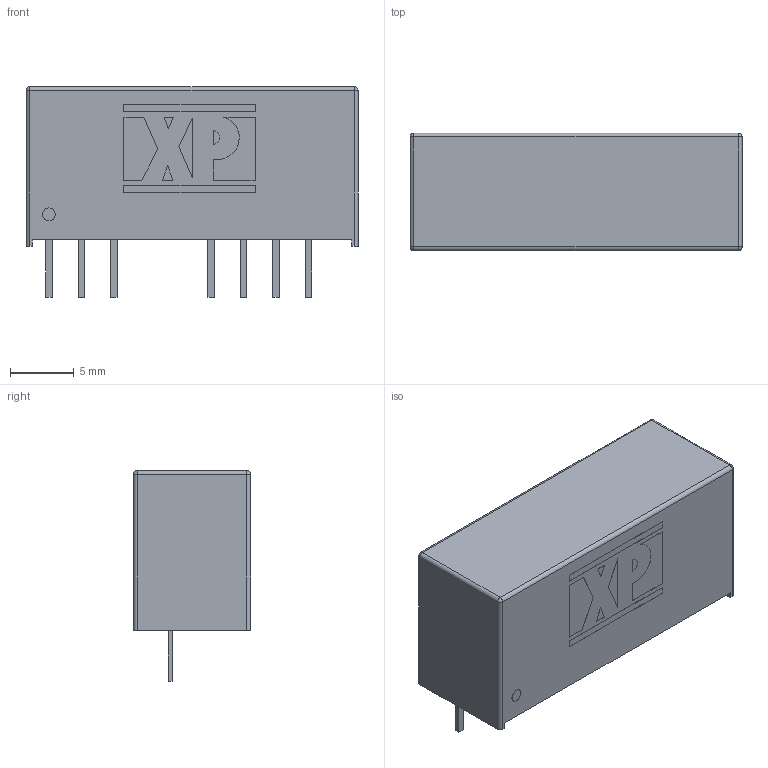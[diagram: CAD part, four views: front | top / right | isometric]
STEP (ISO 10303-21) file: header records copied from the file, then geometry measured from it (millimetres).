
FILE_DESCRIPTION (( 'STEP AP214' ), '1' );
FILE_NAME ('User Library-IM2412.STEP', '2017-08-16T10:26:29', ( 'Windows User' ), ( '' ), 'SwSTEP 2.0', 'SolidWorks 2017', '' );
FILE_SCHEMA (( 'AUTOMOTIVE_DESIGN' ));
Length unit declared in the file: millimetre
Products named in the file (12): User Library-IM2412_IM2412006; User Library-IM2412_IM2412005; User Library-IM2412; User Library-IM2412_Fillet; User Library-IM2412_IM2412; User Library-IM2412_IM2412001; User Library-IM2412_IM2412008; User Library-IM2412_IM2412010; User Library-IM2412_IM2412007; User Library-IM2412_IM2412003; User Library-IM2412_IM2412002; User Library-IM2412_IM2412004
Assembly tree (11 placements, depth 2):
  User Library-IM2412
    User Library-IM2412_IM2412005
    User Library-IM2412_IM2412006
    User Library-IM2412_IM2412004
    User Library-IM2412_IM2412002
    User Library-IM2412_IM2412003
    User Library-IM2412_IM2412007
    User Library-IM2412_IM2412010
    User Library-IM2412_IM2412008
    User Library-IM2412_IM2412001
    User Library-IM2412_IM2412
    User Library-IM2412_Fillet
Bounding box: 26 x 9.21 x 16.5 mm (x, y, z)
Volume: 2879.9 mm3; surface area: 1479.3 mm2
Topology: 11 solids, 11 shells, 124 faces, 298 edges, 192 vertices
Faces by surface type: plane 110, cylinder 10, bspline 4
Entity records: 5416 total; most frequent: CARTESIAN_POINT 684, ORIENTED_EDGE 588, DIRECTION 582, EDGE_CURVE 294, LINE 274, VECTOR 274, VERTEX_POINT 192, UNCERTAINTY_MEASURE_WITH_UNIT 158
